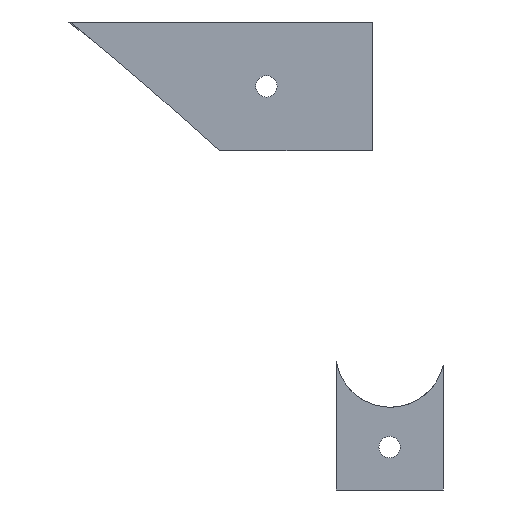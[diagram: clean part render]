
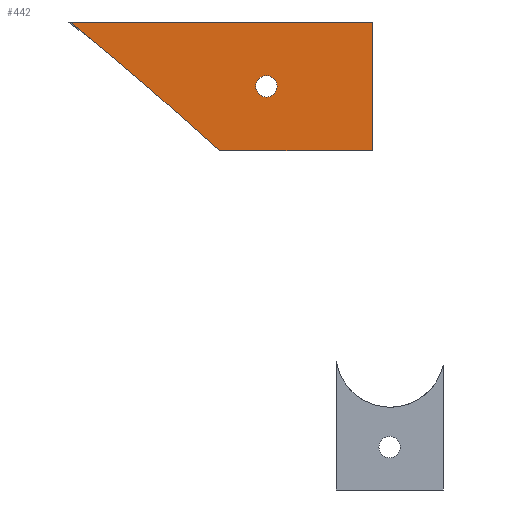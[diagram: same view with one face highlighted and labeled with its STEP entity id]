
A CAD part, front view. The second image highlights one B-rep face of the part: STEP entity #442.
In plain terms, the highlighted planar face has unit normal (0, -1, 0).
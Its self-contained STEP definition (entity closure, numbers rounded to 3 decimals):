
#36=FACE_BOUND('',#94,.T.);
#44=PLANE('',#494);
#56=ELLIPSE('',#485,119.576,12.7);
#69=FACE_OUTER_BOUND('',#93,.T.);
#93=EDGE_LOOP('',(#327,#328,#329,#330));
#94=EDGE_LOOP('',(#331));
#120=CIRCLE('',#493,2.5);
#132=LINE('',#654,#167);
#136=LINE('',#675,#171);
#138=LINE('',#681,#173);
#167=VECTOR('',#529,10.);
#171=VECTOR('',#553,10.);
#173=VECTOR('',#561,10.);
#202=VERTEX_POINT('',#652);
#203=VERTEX_POINT('',#653);
#206=VERTEX_POINT('',#661);
#207=VERTEX_POINT('',#662);
#211=VERTEX_POINT('',#677);
#244=EDGE_CURVE('',#202,#203,#132,.T.);
#248=EDGE_CURVE('',#206,#207,#56,.T.);
#255=EDGE_CURVE('',#207,#202,#136,.T.);
#256=EDGE_CURVE('',#211,#211,#120,.T.);
#258=EDGE_CURVE('',#203,#206,#138,.T.);
#327=ORIENTED_EDGE('',*,*,#244,.T.);
#328=ORIENTED_EDGE('',*,*,#258,.T.);
#329=ORIENTED_EDGE('',*,*,#248,.T.);
#330=ORIENTED_EDGE('',*,*,#255,.T.);
#331=ORIENTED_EDGE('',*,*,#256,.T.);
#442=ADVANCED_FACE('',(#69,#36),#44,.T.);
#485=AXIS2_PLACEMENT_3D('',#663,#537,#538);
#493=AXIS2_PLACEMENT_3D('',#678,#556,#557);
#494=AXIS2_PLACEMENT_3D('',#680,#559,#560);
#529=DIRECTION('',(0.,0.,1.));
#537=DIRECTION('center_axis',(0.,1.,0.));
#538=DIRECTION('ref_axis',(0.775,0.,-0.632));
#553=DIRECTION('',(1.,0.,0.));
#556=DIRECTION('center_axis',(0.,1.,0.));
#557=DIRECTION('ref_axis',(1.,0.,0.));
#559=DIRECTION('center_axis',(0.,-1.,0.));
#560=DIRECTION('ref_axis',(0.,0.,-1.));
#561=DIRECTION('',(-1.,0.,0.));
#652=CARTESIAN_POINT('',(1550.842,-187.,167.171));
#653=CARTESIAN_POINT('',(1550.842,-187.,197.171));
#654=CARTESIAN_POINT('',(1550.842,-187.,270.));
#661=CARTESIAN_POINT('',(1480.369,-187.,197.171));
#662=CARTESIAN_POINT('',(1515.234,-187.,167.171));
#663=CARTESIAN_POINT('Origin',(1467.904,-187.,190.964));
#675=CARTESIAN_POINT('',(1501.124,-187.,167.171));
#677=CARTESIAN_POINT('',(1523.624,-187.,182.171));
#678=CARTESIAN_POINT('Origin',(1526.124,-187.,182.171));
#680=CARTESIAN_POINT('Origin',(1513.018,-187.,184.696));
#681=CARTESIAN_POINT('',(1551.124,-187.,197.171));
